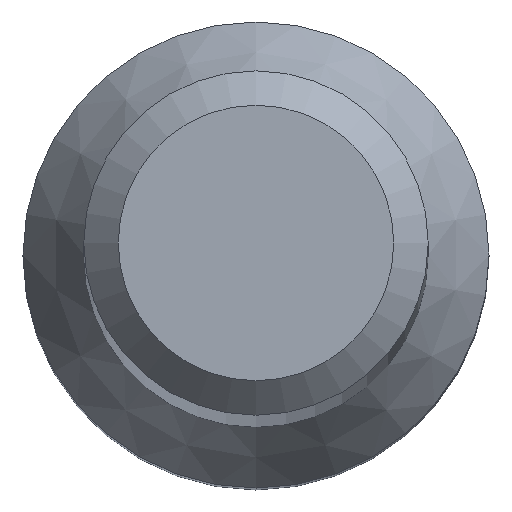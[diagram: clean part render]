
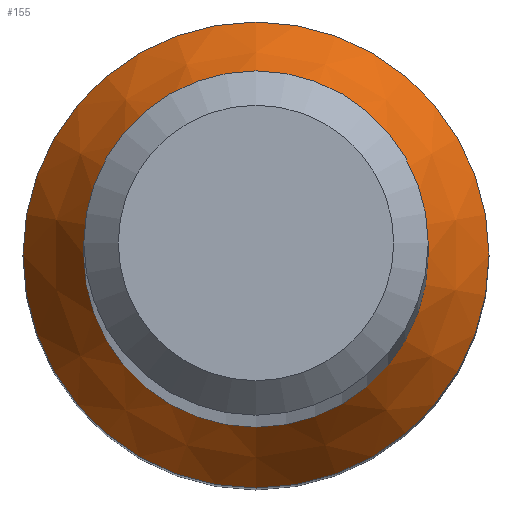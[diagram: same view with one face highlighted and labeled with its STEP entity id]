
A CAD part, top view. The second image highlights one B-rep face of the part: STEP entity #155.
In plain terms, the highlighted conical face has half-angle 30 degrees and reference radius 2.03 mm.
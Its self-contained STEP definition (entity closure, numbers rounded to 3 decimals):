
#1 = DIRECTION ( 'NONE',  ( 0., 1., 0. ) ) ;
#48 = FACE_OUTER_BOUND ( 'NONE', #83, .T. ) ;
#57 = VERTEX_POINT ( 'NONE', #297 ) ;
#63 = ORIENTED_EDGE ( 'NONE', *, *, #242, .F. ) ;
#78 = CARTESIAN_POINT ( 'NONE',  ( 0., 0., 10. ) ) ;
#83 = EDGE_LOOP ( 'NONE', ( #63 ) ) ;
#101 = CARTESIAN_POINT ( 'NONE',  ( 0., 2.03, 10. ) ) ;
#102 = CIRCLE ( 'NONE', #301, 2.03 ) ;
#103 = VERTEX_POINT ( 'NONE', #101 ) ;
#107 = CONICAL_SURFACE ( 'NONE', #272, 2.03, 0.524 ) ;
#142 = DIRECTION ( 'NONE',  ( 0., 1., 0. ) ) ;
#146 = CARTESIAN_POINT ( 'NONE',  ( 0., 0., 10.918 ) ) ;
#149 = EDGE_LOOP ( 'NONE', ( #252 ) ) ;
#155 = ADVANCED_FACE ( 'NONE', ( #303, #48 ), #107, .T. ) ;
#158 = AXIS2_PLACEMENT_3D ( 'NONE', #146, #173, #269 ) ;
#172 = EDGE_CURVE ( 'NONE', #57, #57, #228, .T. ) ;
#173 = DIRECTION ( 'NONE',  ( 0., 0., -1. ) ) ;
#228 = CIRCLE ( 'NONE', #158, 1.5 ) ;
#231 = DIRECTION ( 'NONE',  ( 0., 0., -1. ) ) ;
#242 = EDGE_CURVE ( 'NONE', #103, #103, #102, .T. ) ;
#246 = DIRECTION ( 'NONE',  ( 0., 0., -1. ) ) ;
#252 = ORIENTED_EDGE ( 'NONE', *, *, #172, .T. ) ;
#269 = DIRECTION ( 'NONE',  ( 0., 1., 0. ) ) ;
#272 = AXIS2_PLACEMENT_3D ( 'NONE', #78, #231, #1 ) ;
#293 = CARTESIAN_POINT ( 'NONE',  ( 0., 0., 10. ) ) ;
#297 = CARTESIAN_POINT ( 'NONE',  ( 0., 1.5, 10.918 ) ) ;
#301 = AXIS2_PLACEMENT_3D ( 'NONE', #293, #246, #142 ) ;
#303 = FACE_BOUND ( 'NONE', #149, .T. ) ;
